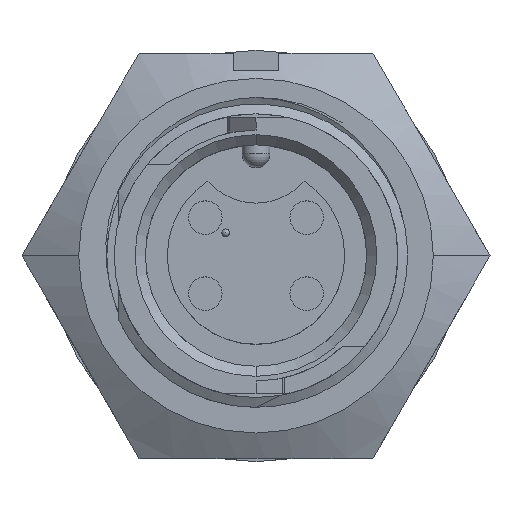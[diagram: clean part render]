
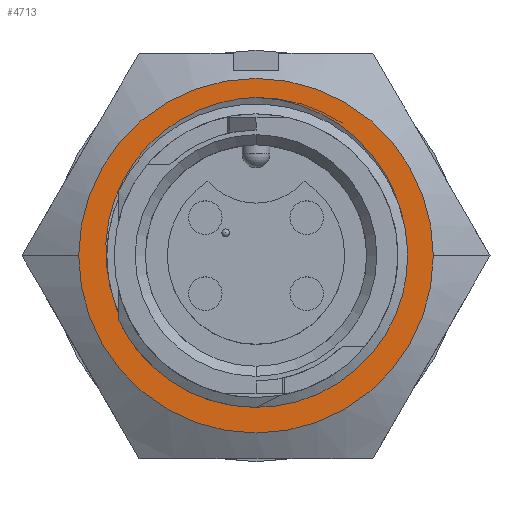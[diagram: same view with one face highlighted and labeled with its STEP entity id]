
A CAD part, top view. The second image highlights one B-rep face of the part: STEP entity #4713.
In plain terms, the highlighted planar face has unit normal (0, 0, 1).
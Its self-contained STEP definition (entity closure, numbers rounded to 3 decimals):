
#40 = CARTESIAN_POINT ( 'NONE',  ( -7.04, 3.009, -6.216 ) ) ;
#66 = VERTEX_POINT ( 'NONE', #7242 ) ;
#149 = CARTESIAN_POINT ( 'NONE',  ( -7.536, 0.794, -6.216 ) ) ;
#162 = CARTESIAN_POINT ( 'NONE',  ( 1.136, 7.824, -6.216 ) ) ;
#222 = CARTESIAN_POINT ( 'NONE',  ( 5.145, 5.822, -6.216 ) ) ;
#344 = DIRECTION ( 'NONE',  ( 0., 0., -1. ) ) ;
#875 = CARTESIAN_POINT ( 'NONE',  ( 0., 0., -6.216 ) ) ;
#907 = CARTESIAN_POINT ( 'NONE',  ( -2.787, 7.354, -6.216 ) ) ;
#921 = CARTESIAN_POINT ( 'NONE',  ( 0.57, 7.904, -6.216 ) ) ;
#986 = VERTEX_POINT ( 'NONE', #8625 ) ;
#1019 = CARTESIAN_POINT ( 'NONE',  ( -6.251, 4.521, -6.216 ) ) ;
#1226 = EDGE_CURVE ( 'NONE', #8140, #66, #5333, .T. ) ;
#1265 = DIRECTION ( 'NONE',  ( -1., 0., 0. ) ) ;
#1455 = ORIENTED_EDGE ( 'NONE', *, *, #1226, .F. ) ;
#1519 = ORIENTED_EDGE ( 'NONE', *, *, #5646, .T. ) ;
#1619 = DIRECTION ( 'NONE',  ( 0., 0., -1. ) ) ;
#1840 = CARTESIAN_POINT ( 'NONE',  ( 7.475, 1.355, -6.216 ) ) ;
#1909 = DIRECTION ( 'NONE',  ( 1., 0., 0. ) ) ;
#1922 = B_SPLINE_CURVE_WITH_KNOTS ( 'NONE', 3,
 ( #8029, #5446, #921, #162, #4371, #3676, #9697, #4594, #6995, #222, #7158, #8835, #10665, #2813, #3734, #1840, #9643, #6358, #9869, #10502 ),
 .UNSPECIFIED., .F., .F.,
 ( 4, 2, 2, 2, 2, 2, 2, 2, 2, 4 ),
 ( 0., 0.001, 0.002, 0.003, 0.005, 0.007, 0.009, 0.01, 0.012, 0.014 ),
 .UNSPECIFIED. ) ;
#1999 = CARTESIAN_POINT ( 'NONE',  ( -3.795, 6.844, -6.216 ) ) ;
#2097 = ORIENTED_EDGE ( 'NONE', *, *, #9066, .F. ) ;
#2638 = CARTESIAN_POINT ( 'NONE',  ( -1.142, 7.839, -6.216 ) ) ;
#2747 = CARTESIAN_POINT ( 'NONE',  ( -6.555, 4.03, -6.216 ) ) ;
#2813 = CARTESIAN_POINT ( 'NONE',  ( 7.047, 2.994, -6.216 ) ) ;
#3222 = DIRECTION ( 'NONE',  ( -1., 0., 0. ) ) ;
#3372 = CIRCLE ( 'NONE', #4843, 8.89 ) ;
#3498 = CARTESIAN_POINT ( 'NONE',  ( -7.45, -0.91, -6.216 ) ) ;
#3608 = CARTESIAN_POINT ( 'NONE',  ( -7.225, 2.475, -6.216 ) ) ;
#3673 = FACE_BOUND ( 'NONE', #8573, .T. ) ;
#3676 = CARTESIAN_POINT ( 'NONE',  ( 2.242, 7.558, -6.216 ) ) ;
#3731 = DIRECTION ( 'NONE',  ( 0., 0., -1. ) ) ;
#3734 = CARTESIAN_POINT ( 'NONE',  ( 7.23, 2.457, -6.216 ) ) ;
#3793 = CARTESIAN_POINT ( 'NONE',  ( 0., 0., -6.216 ) ) ;
#3852 = CARTESIAN_POINT ( 'NONE',  ( -5.866, -10.16, -6.216 ) ) ;
#3867 = CARTESIAN_POINT ( 'NONE',  ( 0., 7.938, -6.216 ) ) ;
#3909 = DIRECTION ( 'NONE',  ( -1., 0., 0. ) ) ;
#3929 = CIRCLE ( 'NONE', #10328, 8.89 ) ;
#4371 = CARTESIAN_POINT ( 'NONE',  ( 1.417, 7.769, -6.216 ) ) ;
#4414 = CARTESIAN_POINT ( 'NONE',  ( -7.475, 1.358, -6.216 ) ) ;
#4594 = CARTESIAN_POINT ( 'NONE',  ( 3.795, 6.845, -6.216 ) ) ;
#4605 = DIRECTION ( 'NONE',  ( 0., 0., 1. ) ) ;
#4713 = ADVANCED_FACE ( 'NONE', ( #3673, #9865 ), #7276, .F. ) ;
#4843 = AXIS2_PLACEMENT_3D ( 'NONE', #10275, #1619, #3222 ) ;
#5018 = VERTEX_POINT ( 'NONE', #3867 ) ;
#5333 = CIRCLE ( 'NONE', #10640, 7.48 ) ;
#5446 = CARTESIAN_POINT ( 'NONE',  ( 0.286, 7.929, -6.216 ) ) ;
#5646 = EDGE_CURVE ( 'NONE', #5018, #66, #1922, .T. ) ;
#6019 = B_SPLINE_CURVE_WITH_KNOTS ( 'NONE', 3,
 ( #6287, #6345, #3498, #8935, #8014, #149, #4414, #3608, #40, #2747, #1019, #7089, #6981, #10487, #1999, #907, #7146, #2638, #8881, #10652 ),
 .UNSPECIFIED., .F., .F.,
 ( 4, 2, 2, 2, 2, 2, 2, 2, 2, 4 ),
 ( 0., 0.001, 0.002, 0.003, 0.005, 0.007, 0.009, 0.01, 0.012, 0.014 ),
 .UNSPECIFIED. ) ;
#6287 = CARTESIAN_POINT ( 'NONE',  ( -7.334, -1.47, -6.216 ) ) ;
#6345 = CARTESIAN_POINT ( 'NONE',  ( -7.4, -1.192, -6.216 ) ) ;
#6358 = CARTESIAN_POINT ( 'NONE',  ( 7.532, -0.351, -6.216 ) ) ;
#6956 = ORIENTED_EDGE ( 'NONE', *, *, #9427, .F. ) ;
#6981 = CARTESIAN_POINT ( 'NONE',  ( -5.156, 5.813, -6.216 ) ) ;
#6995 = CARTESIAN_POINT ( 'NONE',  ( 4.269, 6.536, -6.216 ) ) ;
#7089 = CARTESIAN_POINT ( 'NONE',  ( -5.552, 5.41, -6.216 ) ) ;
#7146 = CARTESIAN_POINT ( 'NONE',  ( -2.248, 7.557, -6.216 ) ) ;
#7158 = CARTESIAN_POINT ( 'NONE',  ( 5.55, 5.413, -6.216 ) ) ;
#7242 = CARTESIAN_POINT ( 'NONE',  ( 7.334, -1.47, -6.216 ) ) ;
#7276 = PLANE ( 'NONE',  #8859 ) ;
#8014 = CARTESIAN_POINT ( 'NONE',  ( -7.534, -0.057, -6.216 ) ) ;
#8029 = CARTESIAN_POINT ( 'NONE',  ( 0., 7.938, -6.216 ) ) ;
#8140 = VERTEX_POINT ( 'NONE', #8257 ) ;
#8257 = CARTESIAN_POINT ( 'NONE',  ( -7.334, -1.47, -6.216 ) ) ;
#8573 = EDGE_LOOP ( 'NONE', ( #10969, #1519, #1455 ) ) ;
#8625 = CARTESIAN_POINT ( 'NONE',  ( -8.89, 0., -6.216 ) ) ;
#8835 = CARTESIAN_POINT ( 'NONE',  ( 6.255, 4.516, -6.216 ) ) ;
#8859 = AXIS2_PLACEMENT_3D ( 'NONE', #3852, #3731, #1265 ) ;
#8881 = CARTESIAN_POINT ( 'NONE',  ( -0.572, 7.92, -6.216 ) ) ;
#8935 = CARTESIAN_POINT ( 'NONE',  ( -7.517, -0.343, -6.216 ) ) ;
#9066 = EDGE_CURVE ( 'NONE', #986, #11323, #3372, .T. ) ;
#9427 = EDGE_CURVE ( 'NONE', #11323, #986, #3929, .T. ) ;
#9643 = CARTESIAN_POINT ( 'NONE',  ( 7.537, 0.781, -6.216 ) ) ;
#9697 = CARTESIAN_POINT ( 'NONE',  ( 2.774, 7.36, -6.216 ) ) ;
#9865 = FACE_OUTER_BOUND ( 'NONE', #9952, .T. ) ;
#9869 = CARTESIAN_POINT ( 'NONE',  ( 7.466, -0.913, -6.216 ) ) ;
#9952 = EDGE_LOOP ( 'NONE', ( #2097, #6956 ) ) ;
#10275 = CARTESIAN_POINT ( 'NONE',  ( 0., 0., -6.216 ) ) ;
#10328 = AXIS2_PLACEMENT_3D ( 'NONE', #3793, #344, #3909 ) ;
#10487 = CARTESIAN_POINT ( 'NONE',  ( -4.27, 6.536, -6.216 ) ) ;
#10489 = EDGE_CURVE ( 'NONE', #8140, #5018, #6019, .T. ) ;
#10502 = CARTESIAN_POINT ( 'NONE',  ( 7.334, -1.47, -6.216 ) ) ;
#10601 = CARTESIAN_POINT ( 'NONE',  ( 8.89, 0., -6.216 ) ) ;
#10640 = AXIS2_PLACEMENT_3D ( 'NONE', #875, #4605, #1909 ) ;
#10652 = CARTESIAN_POINT ( 'NONE',  ( 0., 7.938, -6.216 ) ) ;
#10665 = CARTESIAN_POINT ( 'NONE',  ( 6.557, 4.028, -6.216 ) ) ;
#10969 = ORIENTED_EDGE ( 'NONE', *, *, #10489, .T. ) ;
#11323 = VERTEX_POINT ( 'NONE', #10601 ) ;
